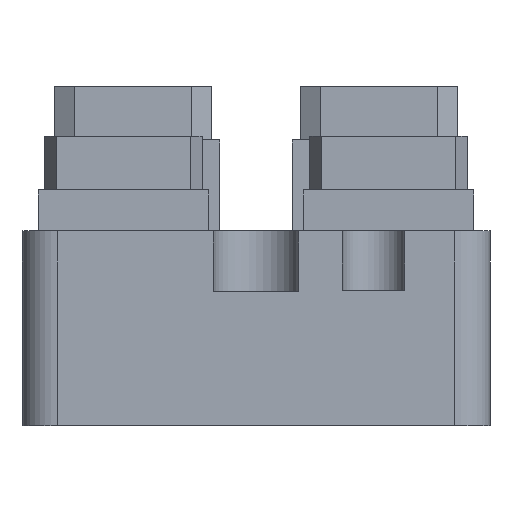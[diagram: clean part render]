
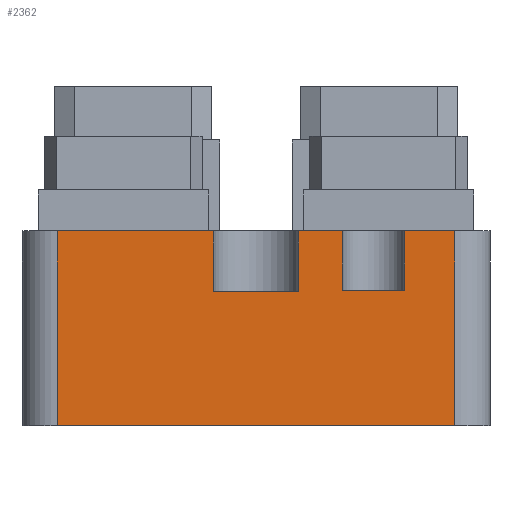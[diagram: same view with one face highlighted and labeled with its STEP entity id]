
A CAD part, front view. The second image highlights one B-rep face of the part: STEP entity #2362.
In plain terms, the highlighted planar face has unit normal (0, -1, 0).
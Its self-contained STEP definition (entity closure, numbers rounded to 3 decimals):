
#2289=AXIS2_PLACEMENT_3D('Plane Axis2P3D',#2286,#2287,#2288) ;
#812=CARTESIAN_POINT('Line Origine',(52.285,0.,25.)) ;
#816=CARTESIAN_POINT('Vertex',(49.07,0.,25.)) ;
#818=CARTESIAN_POINT('Vertex',(55.5,0.,25.)) ;
#867=CARTESIAN_POINT('Vertex',(4.5,0.,25.)) ;
#870=CARTESIAN_POINT('Line Origine',(14.5,0.,25.)) ;
#874=CARTESIAN_POINT('Vertex',(24.5,0.,25.)) ;
#895=CARTESIAN_POINT('Vertex',(35.5,0.,25.)) ;
#898=CARTESIAN_POINT('Line Origine',(38.285,0.,25.)) ;
#902=CARTESIAN_POINT('Vertex',(41.07,0.,25.)) ;
#2286=CARTESIAN_POINT('Axis2P3D Location',(60.,0.,0.)) ;
#2291=CARTESIAN_POINT('Line Origine',(49.07,0.,21.2)) ;
#2295=CARTESIAN_POINT('Vertex',(49.07,0.,17.4)) ;
#2298=CARTESIAN_POINT('Line Origine',(45.07,0.,17.4)) ;
#2302=CARTESIAN_POINT('Vertex',(41.07,0.,17.4)) ;
#2305=CARTESIAN_POINT('Line Origine',(41.07,0.,21.2)) ;
#2310=CARTESIAN_POINT('Line Origine',(35.5,0.,21.1)) ;
#2314=CARTESIAN_POINT('Vertex',(35.5,0.,17.2)) ;
#2317=CARTESIAN_POINT('Line Origine',(30.,0.,17.2)) ;
#2321=CARTESIAN_POINT('Vertex',(24.5,0.,17.2)) ;
#2324=CARTESIAN_POINT('Line Origine',(24.5,0.,21.1)) ;
#2329=CARTESIAN_POINT('Line Origine',(4.5,0.,12.5)) ;
#2333=CARTESIAN_POINT('Vertex',(4.5,0.,0.)) ;
#2336=CARTESIAN_POINT('Line Origine',(30.,0.,0.)) ;
#2340=CARTESIAN_POINT('Vertex',(55.5,0.,0.)) ;
#2343=CARTESIAN_POINT('Line Origine',(55.5,0.,12.5)) ;
#813=DIRECTION('Vector Direction',(1.,0.,0.)) ;
#871=DIRECTION('Vector Direction',(1.,0.,0.)) ;
#899=DIRECTION('Vector Direction',(1.,0.,0.)) ;
#2287=DIRECTION('Axis2P3D Direction',(0.,1.,0.)) ;
#2288=DIRECTION('Axis2P3D XDirection',(-1.,0.,0.)) ;
#2292=DIRECTION('Vector Direction',(0.,0.,-1.)) ;
#2299=DIRECTION('Vector Direction',(1.,0.,0.)) ;
#2306=DIRECTION('Vector Direction',(0.,0.,-1.)) ;
#2311=DIRECTION('Vector Direction',(0.,0.,-1.)) ;
#2318=DIRECTION('Vector Direction',(1.,0.,0.)) ;
#2325=DIRECTION('Vector Direction',(0.,0.,-1.)) ;
#2330=DIRECTION('Vector Direction',(0.,0.,1.)) ;
#2337=DIRECTION('Vector Direction',(-1.,0.,0.)) ;
#2344=DIRECTION('Vector Direction',(0.,0.,-1.)) ;
#814=VECTOR('Line Direction',#813,1.) ;
#872=VECTOR('Line Direction',#871,1.) ;
#900=VECTOR('Line Direction',#899,1.) ;
#2293=VECTOR('Line Direction',#2292,1.) ;
#2300=VECTOR('Line Direction',#2299,1.) ;
#2307=VECTOR('Line Direction',#2306,1.) ;
#2312=VECTOR('Line Direction',#2311,1.) ;
#2319=VECTOR('Line Direction',#2318,1.) ;
#2326=VECTOR('Line Direction',#2325,1.) ;
#2331=VECTOR('Line Direction',#2330,1.) ;
#2338=VECTOR('Line Direction',#2337,1.) ;
#2345=VECTOR('Line Direction',#2344,1.) ;
#2349=ORIENTED_EDGE('',*,*,#2297,.T.) ;
#2350=ORIENTED_EDGE('',*,*,#2304,.F.) ;
#2351=ORIENTED_EDGE('',*,*,#2309,.F.) ;
#2352=ORIENTED_EDGE('',*,*,#904,.F.) ;
#2353=ORIENTED_EDGE('',*,*,#2316,.T.) ;
#2354=ORIENTED_EDGE('',*,*,#2323,.F.) ;
#2355=ORIENTED_EDGE('',*,*,#2328,.F.) ;
#2356=ORIENTED_EDGE('',*,*,#876,.F.) ;
#2357=ORIENTED_EDGE('',*,*,#2335,.F.) ;
#2358=ORIENTED_EDGE('',*,*,#2342,.F.) ;
#2359=ORIENTED_EDGE('',*,*,#2347,.F.) ;
#2360=ORIENTED_EDGE('',*,*,#820,.F.) ;
#2362=ADVANCED_FACE('Gehaeuse',(#2361),#2290,.F.) ;
#820=EDGE_CURVE('',#817,#819,#815,.T.) ;
#876=EDGE_CURVE('',#868,#875,#873,.T.) ;
#904=EDGE_CURVE('',#896,#903,#901,.T.) ;
#2297=EDGE_CURVE('',#817,#2296,#2294,.T.) ;
#2304=EDGE_CURVE('',#2303,#2296,#2301,.T.) ;
#2309=EDGE_CURVE('',#903,#2303,#2308,.T.) ;
#2316=EDGE_CURVE('',#896,#2315,#2313,.T.) ;
#2323=EDGE_CURVE('',#2322,#2315,#2320,.T.) ;
#2328=EDGE_CURVE('',#875,#2322,#2327,.T.) ;
#2335=EDGE_CURVE('',#2334,#868,#2332,.T.) ;
#2342=EDGE_CURVE('',#2341,#2334,#2339,.T.) ;
#2347=EDGE_CURVE('',#819,#2341,#2346,.T.) ;
#2348=EDGE_LOOP('',(#2349,#2350,#2351,#2352,#2353,#2354,#2355,#2356,#2357,#2358,#2359,#2360)) ;
#2361=FACE_OUTER_BOUND('',#2348,.T.) ;
#815=LINE('Line',#812,#814) ;
#873=LINE('Line',#870,#872) ;
#901=LINE('Line',#898,#900) ;
#2294=LINE('Line',#2291,#2293) ;
#2301=LINE('Line',#2298,#2300) ;
#2308=LINE('Line',#2305,#2307) ;
#2313=LINE('Line',#2310,#2312) ;
#2320=LINE('Line',#2317,#2319) ;
#2327=LINE('Line',#2324,#2326) ;
#2332=LINE('Line',#2329,#2331) ;
#2339=LINE('Line',#2336,#2338) ;
#2346=LINE('Line',#2343,#2345) ;
#2290=PLANE('',#2289) ;
#817=VERTEX_POINT('',#816) ;
#819=VERTEX_POINT('',#818) ;
#868=VERTEX_POINT('',#867) ;
#875=VERTEX_POINT('',#874) ;
#896=VERTEX_POINT('',#895) ;
#903=VERTEX_POINT('',#902) ;
#2296=VERTEX_POINT('',#2295) ;
#2303=VERTEX_POINT('',#2302) ;
#2315=VERTEX_POINT('',#2314) ;
#2322=VERTEX_POINT('',#2321) ;
#2334=VERTEX_POINT('',#2333) ;
#2341=VERTEX_POINT('',#2340) ;
